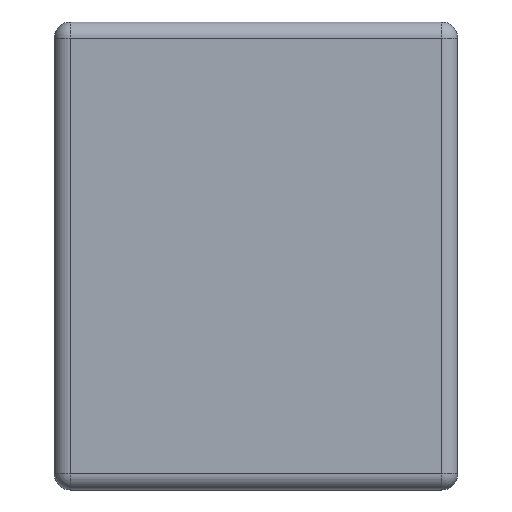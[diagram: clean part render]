
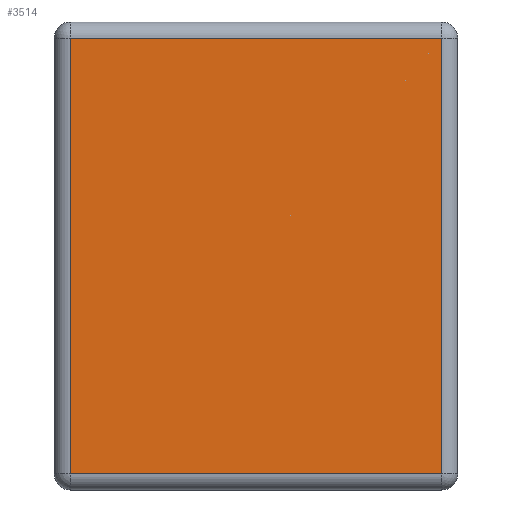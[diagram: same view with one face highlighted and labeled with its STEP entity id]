
A CAD part, left-side view. The second image highlights one B-rep face of the part: STEP entity #3514.
In plain terms, the highlighted planar face has unit normal (-1, 0, 0).
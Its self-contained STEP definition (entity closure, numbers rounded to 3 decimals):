
#2908 = CYLINDRICAL_SURFACE('',#2909,0.05);
#2909 = AXIS2_PLACEMENT_3D('',#2910,#2911,#2912);
#2910 = CARTESIAN_POINT('',(-0.95,0.288,1.4));
#2911 = DIRECTION('',(0.,-1.,0.));
#2912 = DIRECTION('',(-0.707,0.,0.707
    ));
#3039 = CYLINDRICAL_SURFACE('',#3040,0.05);
#3040 = AXIS2_PLACEMENT_3D('',#3041,#3042,#3043);
#3041 = CARTESIAN_POINT('',(-0.95,0.575,0.));
#3042 = DIRECTION('',(0.,0.,1.));
#3043 = DIRECTION('',(0.,1.,0.));
#3144 = VERTEX_POINT('',#3145);
#3145 = CARTESIAN_POINT('',(-1.,0.575,0.05));
#3153 = CYLINDRICAL_SURFACE('',#3154,0.05);
#3154 = AXIS2_PLACEMENT_3D('',#3155,#3156,#3157);
#3155 = CARTESIAN_POINT('',(-0.95,0.288,0.05));
#3156 = DIRECTION('',(0.,-1.,0.));
#3157 = DIRECTION('',(-0.707,0.,
    -0.707));
#3218 = VERTEX_POINT('',#3219);
#3219 = CARTESIAN_POINT('',(-1.,-0.575,0.05));
#3245 = EDGE_CURVE('',#3218,#3144,#3246,.T.);
#3246 = SURFACE_CURVE('',#3247,(#3251,#3258),.PCURVE_S1.);
#3247 = LINE('',#3248,#3249);
#3248 = CARTESIAN_POINT('',(-1.,0.288,0.05));
#3249 = VECTOR('',#3250,1.);
#3250 = DIRECTION('',(0.,1.,0.));
#3251 = PCURVE('',#3153,#3252);
#3252 = DEFINITIONAL_REPRESENTATION('',(#3253),#3257);
#3253 = LINE('',#3254,#3255);
#3254 = CARTESIAN_POINT('',(-0.785,0.));
#3255 = VECTOR('',#3256,1.);
#3256 = DIRECTION('',(0.,-1.));
#3257 = ( GEOMETRIC_REPRESENTATION_CONTEXT(2) 
PARAMETRIC_REPRESENTATION_CONTEXT() REPRESENTATION_CONTEXT('2D SPACE',''
  ) );
#3258 = PCURVE('',#3259,#3264);
#3259 = PLANE('',#3260);
#3260 = AXIS2_PLACEMENT_3D('',#3261,#3262,#3263);
#3261 = CARTESIAN_POINT('',(-1.,0.575,0.));
#3262 = DIRECTION('',(-1.,0.,0.));
#3263 = DIRECTION('',(0.,-1.,0.));
#3264 = DEFINITIONAL_REPRESENTATION('',(#3265),#3269);
#3265 = LINE('',#3266,#3267);
#3266 = CARTESIAN_POINT('',(0.288,0.05));
#3267 = VECTOR('',#3268,1.);
#3268 = DIRECTION('',(-1.,0.));
#3269 = ( GEOMETRIC_REPRESENTATION_CONTEXT(2) 
PARAMETRIC_REPRESENTATION_CONTEXT() REPRESENTATION_CONTEXT('2D SPACE',''
  ) );
#3453 = CYLINDRICAL_SURFACE('',#3454,0.05);
#3454 = AXIS2_PLACEMENT_3D('',#3455,#3456,#3457);
#3455 = CARTESIAN_POINT('',(-0.95,-0.575,0.));
#3456 = DIRECTION('',(0.,0.,1.));
#3457 = DIRECTION('',(-1.,0.,0.));
#3470 = EDGE_CURVE('',#3144,#3471,#3473,.T.);
#3471 = VERTEX_POINT('',#3472);
#3472 = CARTESIAN_POINT('',(-1.,0.575,1.4));
#3473 = SURFACE_CURVE('',#3474,(#3478,#3485),.PCURVE_S1.);
#3474 = LINE('',#3475,#3476);
#3475 = CARTESIAN_POINT('',(-1.,0.575,0.));
#3476 = VECTOR('',#3477,1.);
#3477 = DIRECTION('',(0.,0.,1.));
#3478 = PCURVE('',#3039,#3479);
#3479 = DEFINITIONAL_REPRESENTATION('',(#3480),#3484);
#3480 = LINE('',#3481,#3482);
#3481 = CARTESIAN_POINT('',(1.571,0.));
#3482 = VECTOR('',#3483,1.);
#3483 = DIRECTION('',(0.,1.));
#3484 = ( GEOMETRIC_REPRESENTATION_CONTEXT(2) 
PARAMETRIC_REPRESENTATION_CONTEXT() REPRESENTATION_CONTEXT('2D SPACE',''
  ) );
#3485 = PCURVE('',#3259,#3486);
#3486 = DEFINITIONAL_REPRESENTATION('',(#3487),#3491);
#3487 = LINE('',#3488,#3489);
#3488 = CARTESIAN_POINT('',(0.,0.));
#3489 = VECTOR('',#3490,1.);
#3490 = DIRECTION('',(0.,1.));
#3491 = ( GEOMETRIC_REPRESENTATION_CONTEXT(2) 
PARAMETRIC_REPRESENTATION_CONTEXT() REPRESENTATION_CONTEXT('2D SPACE',''
  ) );
#3514 = ADVANCED_FACE('',(#3515),#3259,.T.);
#3515 = FACE_BOUND('',#3516,.T.);
#3516 = EDGE_LOOP('',(#3517,#3518,#3541,#3562));
#3517 = ORIENTED_EDGE('',*,*,#3245,.F.);
#3518 = ORIENTED_EDGE('',*,*,#3519,.T.);
#3519 = EDGE_CURVE('',#3218,#3520,#3522,.T.);
#3520 = VERTEX_POINT('',#3521);
#3521 = CARTESIAN_POINT('',(-1.,-0.575,1.4));
#3522 = SURFACE_CURVE('',#3523,(#3527,#3534),.PCURVE_S1.);
#3523 = LINE('',#3524,#3525);
#3524 = CARTESIAN_POINT('',(-1.,-0.575,0.));
#3525 = VECTOR('',#3526,1.);
#3526 = DIRECTION('',(0.,0.,1.));
#3527 = PCURVE('',#3259,#3528);
#3528 = DEFINITIONAL_REPRESENTATION('',(#3529),#3533);
#3529 = LINE('',#3530,#3531);
#3530 = CARTESIAN_POINT('',(1.15,0.));
#3531 = VECTOR('',#3532,1.);
#3532 = DIRECTION('',(0.,1.));
#3533 = ( GEOMETRIC_REPRESENTATION_CONTEXT(2) 
PARAMETRIC_REPRESENTATION_CONTEXT() REPRESENTATION_CONTEXT('2D SPACE',''
  ) );
#3534 = PCURVE('',#3453,#3535);
#3535 = DEFINITIONAL_REPRESENTATION('',(#3536),#3540);
#3536 = LINE('',#3537,#3538);
#3537 = CARTESIAN_POINT('',(0.,0.));
#3538 = VECTOR('',#3539,1.);
#3539 = DIRECTION('',(0.,1.));
#3540 = ( GEOMETRIC_REPRESENTATION_CONTEXT(2) 
PARAMETRIC_REPRESENTATION_CONTEXT() REPRESENTATION_CONTEXT('2D SPACE',''
  ) );
#3541 = ORIENTED_EDGE('',*,*,#3542,.F.);
#3542 = EDGE_CURVE('',#3471,#3520,#3543,.T.);
#3543 = SURFACE_CURVE('',#3544,(#3548,#3555),.PCURVE_S1.);
#3544 = LINE('',#3545,#3546);
#3545 = CARTESIAN_POINT('',(-1.,0.288,1.4));
#3546 = VECTOR('',#3547,1.);
#3547 = DIRECTION('',(0.,-1.,0.));
#3548 = PCURVE('',#3259,#3549);
#3549 = DEFINITIONAL_REPRESENTATION('',(#3550),#3554);
#3550 = LINE('',#3551,#3552);
#3551 = CARTESIAN_POINT('',(0.288,1.4));
#3552 = VECTOR('',#3553,1.);
#3553 = DIRECTION('',(1.,0.));
#3554 = ( GEOMETRIC_REPRESENTATION_CONTEXT(2) 
PARAMETRIC_REPRESENTATION_CONTEXT() REPRESENTATION_CONTEXT('2D SPACE',''
  ) );
#3555 = PCURVE('',#2908,#3556);
#3556 = DEFINITIONAL_REPRESENTATION('',(#3557),#3561);
#3557 = LINE('',#3558,#3559);
#3558 = CARTESIAN_POINT('',(7.069,0.));
#3559 = VECTOR('',#3560,1.);
#3560 = DIRECTION('',(0.,1.));
#3561 = ( GEOMETRIC_REPRESENTATION_CONTEXT(2) 
PARAMETRIC_REPRESENTATION_CONTEXT() REPRESENTATION_CONTEXT('2D SPACE',''
  ) );
#3562 = ORIENTED_EDGE('',*,*,#3470,.F.);
